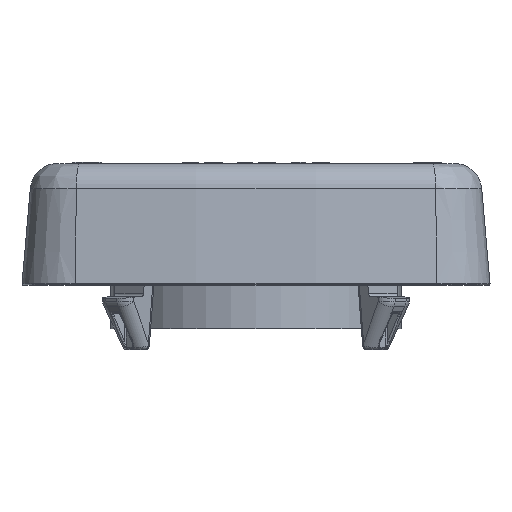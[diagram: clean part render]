
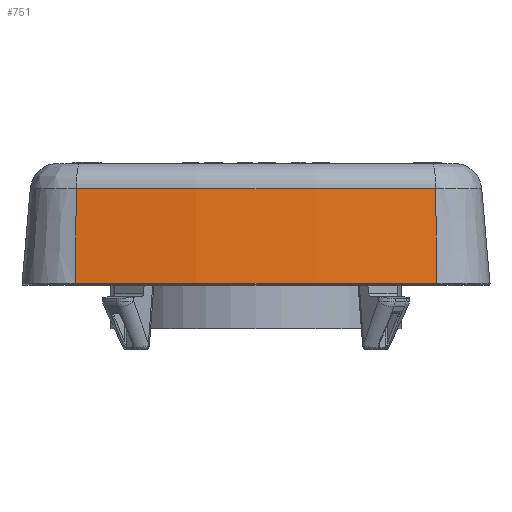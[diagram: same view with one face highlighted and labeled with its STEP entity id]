
A CAD part, left-side view. The second image highlights one B-rep face of the part: STEP entity #751.
In plain terms, the highlighted conical face has half-angle 5 degrees and reference radius 182.518 mm.
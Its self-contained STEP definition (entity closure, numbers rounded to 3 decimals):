
#370=CONICAL_SURFACE('',#33570,182.518,5.);
#751=ADVANCED_FACE('',(#3932),#370,.T.);
#3932=FACE_OUTER_BOUND('',#5702,.T.);
#5702=EDGE_LOOP('',(#15819,#15820,#15821,#15822));
#7676=LINE('',#44788,#11678);
#7677=LINE('',#44792,#11679);
#11678=VECTOR('',#36081,1.);
#11679=VECTOR('',#36086,1.);
#15819=ORIENTED_EDGE('',*,*,#28299,.F.);
#15820=ORIENTED_EDGE('',*,*,#28298,.T.);
#15821=ORIENTED_EDGE('',*,*,#28281,.F.);
#15822=ORIENTED_EDGE('',*,*,#28300,.F.);
#25191=VERTEX_POINT('',#44749);
#25193=VERTEX_POINT('',#44755);
#25201=VERTEX_POINT('',#44787);
#25202=VERTEX_POINT('',#44791);
#28281=EDGE_CURVE('',#25193,#25191,#32939,.T.);
#28298=EDGE_CURVE('',#25201,#25191,#7676,.T.);
#28299=EDGE_CURVE('',#25201,#25202,#32951,.T.);
#28300=EDGE_CURVE('',#25202,#25193,#7677,.T.);
#32939=CIRCLE('',#33548,183.033);
#32951=CIRCLE('',#33569,182.003);
#33548=AXIS2_PLACEMENT_3D('',#44754,#36036,#36037);
#33569=AXIS2_PLACEMENT_3D('',#44790,#36084,#36085);
#33570=AXIS2_PLACEMENT_3D('',#44793,#36087,#36088);
#36036=DIRECTION('',(0.,0.,-1.));
#36037=DIRECTION('',(-0.992,-0.123,0.));
#36081=DIRECTION('',(-0.086,0.011,-0.996));
#36084=DIRECTION('',(0.,0.,1.));
#36085=DIRECTION('',(-0.992,0.123,0.));
#36086=DIRECTION('',(-0.086,-0.011,-0.996));
#36087=DIRECTION('',(0.,0.,-1.));
#36088=DIRECTION('',(-1.,0.,0.));
#44749=CARTESIAN_POINT('',(-73.405,22.423,-0.383));
#44754=CARTESIAN_POINT('',(108.25,0.,-0.383));
#44755=CARTESIAN_POINT('',(-73.405,-22.423,-0.383));
#44787=CARTESIAN_POINT('',(-72.382,22.297,11.396));
#44788=CARTESIAN_POINT('',(-72.382,22.297,11.396));
#44790=CARTESIAN_POINT('',(108.25,0.,11.396));
#44791=CARTESIAN_POINT('',(-72.382,-22.297,11.396));
#44792=CARTESIAN_POINT('',(-72.382,-22.297,11.396));
#44793=CARTESIAN_POINT('',(108.25,0.,5.507));
